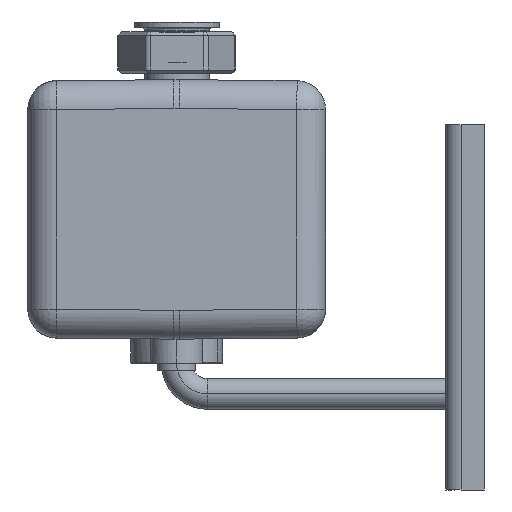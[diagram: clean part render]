
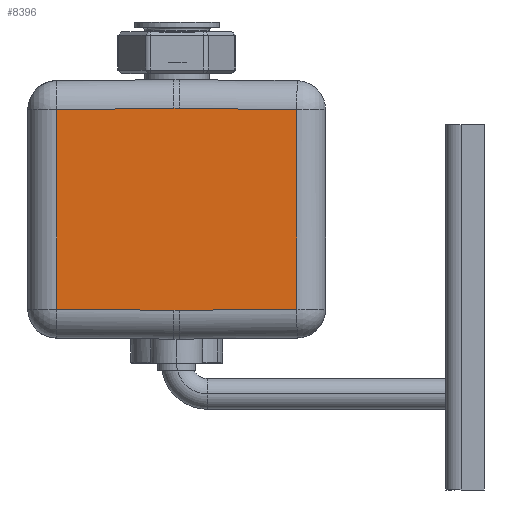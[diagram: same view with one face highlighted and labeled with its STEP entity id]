
A CAD part, left-side view. The second image highlights one B-rep face of the part: STEP entity #8396.
In plain terms, the highlighted planar face has unit normal (-1, 0, 0).
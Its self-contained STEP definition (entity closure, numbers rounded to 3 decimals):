
#8243=CARTESIAN_POINT('Vertex',(-42.5,25.,-21.967)) ;
#8246=CARTESIAN_POINT('Line Origine',(-42.5,25.,30.)) ;
#8250=CARTESIAN_POINT('Vertex',(-42.5,25.,81.967)) ;
#8305=CARTESIAN_POINT('Line Origine',(-42.5,-37.5,82.513)) ;
#8309=CARTESIAN_POINT('Vertex',(-42.5,-36.065,82.5)) ;
#8341=CARTESIAN_POINT('Axis2P3D Location',(-42.5,-37.5,30.)) ;
#8346=CARTESIAN_POINT('Line Origine',(-42.5,-5.533,-22.234)) ;
#8350=CARTESIAN_POINT('Vertex',(-42.5,-36.065,-22.5)) ;
#8353=CARTESIAN_POINT('Line Origine',(-42.5,-37.5,-22.5)) ;
#8357=CARTESIAN_POINT('Vertex',(-42.5,-38.935,-22.5)) ;
#8360=CARTESIAN_POINT('Line Origine',(-42.5,-69.467,-22.234)) ;
#8364=CARTESIAN_POINT('Vertex',(-42.5,-100.,-21.967)) ;
#8367=CARTESIAN_POINT('Line Origine',(-42.5,-100.,30.)) ;
#8371=CARTESIAN_POINT('Vertex',(-42.5,-100.,81.967)) ;
#8374=CARTESIAN_POINT('Line Origine',(-42.5,-69.467,82.234)) ;
#8378=CARTESIAN_POINT('Vertex',(-42.5,-38.935,82.5)) ;
#8381=CARTESIAN_POINT('Line Origine',(-42.5,-37.5,82.5)) ;
#8248=VECTOR('Line Direction',#8247,1.) ;
#8307=VECTOR('Line Direction',#8306,1.) ;
#8348=VECTOR('Line Direction',#8347,1.) ;
#8355=VECTOR('Line Direction',#8354,1.) ;
#8362=VECTOR('Line Direction',#8361,1.) ;
#8369=VECTOR('Line Direction',#8368,1.) ;
#8376=VECTOR('Line Direction',#8375,1.) ;
#8383=VECTOR('Line Direction',#8382,1.) ;
#8247=DIRECTION('Vector Direction',(0.,0.,1.)) ;
#8306=DIRECTION('Vector Direction',(0.,1.,-0.009)) ;
#8342=DIRECTION('Axis2P3D Direction',(1.,0.,0.)) ;
#8343=DIRECTION('Axis2P3D XDirection',(0.,1.,0.)) ;
#8347=DIRECTION('Vector Direction',(0.,1.,0.009)) ;
#8354=DIRECTION('Vector Direction',(0.,-1.,0.)) ;
#8361=DIRECTION('Vector Direction',(0.,-1.,0.009)) ;
#8368=DIRECTION('Vector Direction',(0.,0.,-1.)) ;
#8375=DIRECTION('Vector Direction',(0.,-1.,-0.009)) ;
#8382=DIRECTION('Vector Direction',(0.,-1.,0.)) ;
#8344=AXIS2_PLACEMENT_3D('Plane Axis2P3D',#8341,#8342,#8343) ;
#8249=LINE('Line',#8246,#8248) ;
#8308=LINE('Line',#8305,#8307) ;
#8349=LINE('Line',#8346,#8348) ;
#8356=LINE('Line',#8353,#8355) ;
#8363=LINE('Line',#8360,#8362) ;
#8370=LINE('Line',#8367,#8369) ;
#8377=LINE('Line',#8374,#8376) ;
#8384=LINE('Line',#8381,#8383) ;
#8345=PLANE('',#8344) ;
#8252=EDGE_CURVE('',#8244,#8251,#8249,.T.) ;
#8311=EDGE_CURVE('',#8251,#8310,#8308,.F.) ;
#8352=EDGE_CURVE('',#8351,#8244,#8349,.T.) ;
#8359=EDGE_CURVE('',#8358,#8351,#8356,.F.) ;
#8366=EDGE_CURVE('',#8365,#8358,#8363,.F.) ;
#8373=EDGE_CURVE('',#8372,#8365,#8370,.T.) ;
#8380=EDGE_CURVE('',#8379,#8372,#8377,.T.) ;
#8385=EDGE_CURVE('',#8310,#8379,#8384,.T.) ;
#8387=ORIENTED_EDGE('',*,*,#8252,.F.) ;
#8388=ORIENTED_EDGE('',*,*,#8352,.F.) ;
#8389=ORIENTED_EDGE('',*,*,#8359,.F.) ;
#8390=ORIENTED_EDGE('',*,*,#8366,.F.) ;
#8391=ORIENTED_EDGE('',*,*,#8373,.F.) ;
#8392=ORIENTED_EDGE('',*,*,#8380,.F.) ;
#8393=ORIENTED_EDGE('',*,*,#8385,.F.) ;
#8394=ORIENTED_EDGE('',*,*,#8311,.F.) ;
#8386=EDGE_LOOP('',(#8387,#8388,#8389,#8390,#8391,#8392,#8393,#8394)) ;
#8244=VERTEX_POINT('',#8243) ;
#8251=VERTEX_POINT('',#8250) ;
#8310=VERTEX_POINT('',#8309) ;
#8351=VERTEX_POINT('',#8350) ;
#8358=VERTEX_POINT('',#8357) ;
#8365=VERTEX_POINT('',#8364) ;
#8372=VERTEX_POINT('',#8371) ;
#8379=VERTEX_POINT('',#8378) ;
#8396=ADVANCED_FACE('PartBody',(#8395),#8345,.F.) ;
#8395=FACE_OUTER_BOUND('',#8386,.T.) ;
